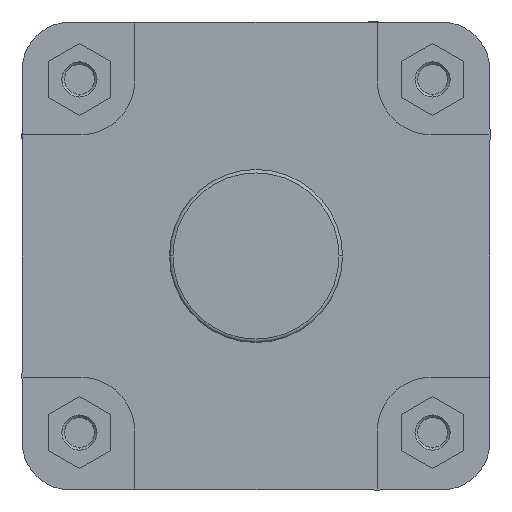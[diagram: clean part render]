
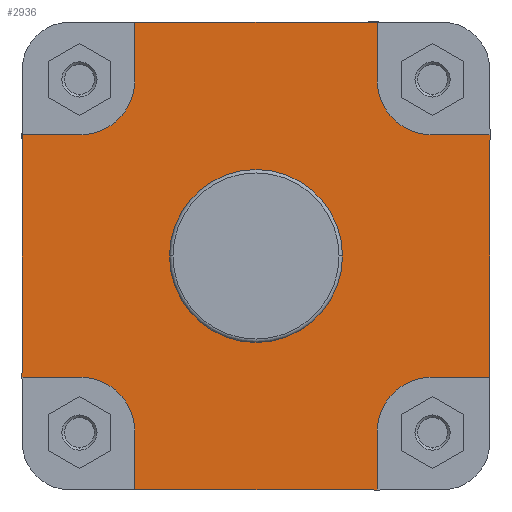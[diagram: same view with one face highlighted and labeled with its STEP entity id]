
A CAD part, left-side view. The second image highlights one B-rep face of the part: STEP entity #2936.
In plain terms, the highlighted planar face has unit normal (-1, 0, 0).
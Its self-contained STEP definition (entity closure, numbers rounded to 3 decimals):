
#159 = ORIENTED_EDGE ( 'NONE', *, *, #4177, .F. ) ;
#160 = ORIENTED_EDGE ( 'NONE', *, *, #4109, .F. ) ;
#161 = ORIENTED_EDGE ( 'NONE', *, *, #4114, .F. ) ;
#162 = ORIENTED_EDGE ( 'NONE', *, *, #4539, .F. ) ;
#163 = ORIENTED_EDGE ( 'NONE', *, *, #4117, .T. ) ;
#164 = ORIENTED_EDGE ( 'NONE', *, *, #3248, .F. ) ;
#165 = ORIENTED_EDGE ( 'NONE', *, *, #549, .F. ) ;
#166 = ORIENTED_EDGE ( 'NONE', *, *, #3905, .F. ) ;
#167 = ORIENTED_EDGE ( 'NONE', *, *, #3148, .T. ) ;
#168 = ORIENTED_EDGE ( 'NONE', *, *, #3157, .F. ) ;
#169 = ORIENTED_EDGE ( 'NONE', *, *, #3239, .F. ) ;
#170 = ORIENTED_EDGE ( 'NONE', *, *, #3972, .F. ) ;
#171 = ORIENTED_EDGE ( 'NONE', *, *, #4554, .F. ) ;
#172 = ORIENTED_EDGE ( 'NONE', *, *, #4572, .F. ) ;
#173 = ORIENTED_EDGE ( 'NONE', *, *, #3170, .F. ) ;
#174 = ORIENTED_EDGE ( 'NONE', *, *, #3982, .F. ) ;
#175 = ORIENTED_EDGE ( 'NONE', *, *, #4165, .F. ) ;
#176 = ORIENTED_EDGE ( 'NONE', *, *, #3151, .F. ) ;
#549 = EDGE_CURVE ( 'NONE', #5499, #3861, #6366, .T. ) ;
#641 = CARTESIAN_POINT ( 'NONE',  ( 14., -101., 101. ) ) ;
#648 = DIRECTION ( 'NONE',  ( -1., 0., 0. ) ) ;
#649 = DIRECTION ( 'NONE',  ( 0., -1., 0. ) ) ;
#668 = CARTESIAN_POINT ( 'NONE',  ( 14., -70., -101. ) ) ;
#669 = DIRECTION ( 'NONE',  ( 0., 0., -1. ) ) ;
#783 = CARTESIAN_POINT ( 'NONE',  ( 14., 101., -70. ) ) ;
#828 = CARTESIAN_POINT ( 'NONE',  ( 14., -49.9, 0. ) ) ;
#894 = CARTESIAN_POINT ( 'NONE',  ( 14., 49.9, 0. ) ) ;
#952 = CARTESIAN_POINT ( 'NONE',  ( 14., -70., -101. ) ) ;
#1030 = CARTESIAN_POINT ( 'NONE',  ( 14., -135., -70. ) ) ;
#1039 = DIRECTION ( 'NONE',  ( 0., 1., 0. ) ) ;
#1185 = CARTESIAN_POINT ( 'NONE',  ( 14., -70., 135. ) ) ;
#1192 = DIRECTION ( 'NONE',  ( 0., 0., -1. ) ) ;
#1214 = CARTESIAN_POINT ( 'NONE',  ( 14., 135., 70. ) ) ;
#1215 = DIRECTION ( 'NONE',  ( 0., -1., 0. ) ) ;
#1508 = CARTESIAN_POINT ( 'NONE',  ( 14., 0., 0. ) ) ;
#1515 = DIRECTION ( 'NONE',  ( -1., 0., 0. ) ) ;
#1516 = DIRECTION ( 'NONE',  ( 0., -1., 0. ) ) ;
#1521 = CARTESIAN_POINT ( 'NONE',  ( 14., 101., -101. ) ) ;
#1529 = DIRECTION ( 'NONE',  ( -1., 0., 0. ) ) ;
#1530 = DIRECTION ( 'NONE',  ( 0., 1., 0. ) ) ;
#1534 = CARTESIAN_POINT ( 'NONE',  ( 14., -297.141, -135. ) ) ;
#1535 = DIRECTION ( 'NONE',  ( 0., -1., 0. ) ) ;
#1644 = CARTESIAN_POINT ( 'NONE',  ( 14., 135., 0. ) ) ;
#1645 = DIRECTION ( 'NONE',  ( 0., 0., 1. ) ) ;
#1665 = CARTESIAN_POINT ( 'NONE',  ( 14., 0., 0. ) ) ;
#1673 = DIRECTION ( 'NONE',  ( -1., 0., 0. ) ) ;
#1674 = DIRECTION ( 'NONE',  ( 0., -1., 0. ) ) ;
#1806 = CARTESIAN_POINT ( 'NONE',  ( 14., 70., -135. ) ) ;
#1877 = LINE ( 'NONE', #1185, #1886 ) ;
#1886 = VECTOR ( 'NONE', #1192, 1000. ) ;
#1902 = LINE ( 'NONE', #1214, #1903 ) ;
#1903 = VECTOR ( 'NONE', #1215, 1000. ) ;
#2110 = CIRCLE ( 'NONE', #6037, 49.9 ) ;
#2118 = CIRCLE ( 'NONE', #6042, 31. ) ;
#2121 = LINE ( 'NONE', #1534, #2122 ) ;
#2122 = VECTOR ( 'NONE', #1535, 1000. ) ;
#2205 = LINE ( 'NONE', #1644, #2206 ) ;
#2206 = VECTOR ( 'NONE', #1645, 1000. ) ;
#2227 = CIRCLE ( 'NONE', #6058, 49.9 ) ;
#2308 = LINE ( 'NONE', #1806, #2317 ) ;
#2317 = VECTOR ( 'NONE', #2467, 1000. ) ;
#2342 = LINE ( 'NONE', #2501, #2343 ) ;
#2343 = VECTOR ( 'NONE', #2502, 1000. ) ;
#2350 = LINE ( 'NONE', #2547, #2362 ) ;
#2362 = VECTOR ( 'NONE', #2548, 1000. ) ;
#2467 = DIRECTION ( 'NONE',  ( 0., 0., 1. ) ) ;
#2501 = CARTESIAN_POINT ( 'NONE',  ( 14., -297.141, 135. ) ) ;
#2502 = DIRECTION ( 'NONE',  ( 0., -1., 0. ) ) ;
#2547 = CARTESIAN_POINT ( 'NONE',  ( 14., 70., 101. ) ) ;
#2548 = DIRECTION ( 'NONE',  ( 0., 0., 1. ) ) ;
#2559 = CARTESIAN_POINT ( 'NONE',  ( 14., 70., -135. ) ) ;
#2562 = CARTESIAN_POINT ( 'NONE',  ( 14., -101., 70. ) ) ;
#2569 = CARTESIAN_POINT ( 'NONE',  ( 14., -101., -70. ) ) ;
#2570 = CARTESIAN_POINT ( 'NONE',  ( 14., -70., 101. ) ) ;
#2572 = CARTESIAN_POINT ( 'NONE',  ( 14., -135., -70. ) ) ;
#2574 = CARTESIAN_POINT ( 'NONE',  ( 14., 135., 70. ) ) ;
#2575 = CARTESIAN_POINT ( 'NONE',  ( 14., -135., 70. ) ) ;
#2577 = CARTESIAN_POINT ( 'NONE',  ( 14., 101., 70. ) ) ;
#2578 = CARTESIAN_POINT ( 'NONE',  ( 14., -70., -135. ) ) ;
#2580 = CARTESIAN_POINT ( 'NONE',  ( 14., 70., -101. ) ) ;
#2600 = CARTESIAN_POINT ( 'NONE',  ( 14., -70., 135. ) ) ;
#2601 = CARTESIAN_POINT ( 'NONE',  ( 14., 70., 101. ) ) ;
#2602 = CARTESIAN_POINT ( 'NONE',  ( 14., 135., -70. ) ) ;
#2603 = CARTESIAN_POINT ( 'NONE',  ( 14., 70., 135. ) ) ;
#2936 = ADVANCED_FACE ( 'NONE', ( #6705, #6708 ), #5207, .F. ) ;
#3148 = EDGE_CURVE ( 'NONE', #5524, #5528, #6880, .T. ) ;
#3151 = EDGE_CURVE ( 'NONE', #3692, #5658, #6871, .T. ) ;
#3157 = EDGE_CURVE ( 'NONE', #5475, #5528, #6896, .T. ) ;
#3170 = EDGE_CURVE ( 'NONE', #5535, #5651, #6917, .T. ) ;
#3239 = EDGE_CURVE ( 'NONE', #5502, #5475, #7027, .T. ) ;
#3248 = EDGE_CURVE ( 'NONE', #3861, #5537, #7039, .T. ) ;
#3280 = AXIS2_PLACEMENT_3D ( 'NONE', #5628, #5527, #5778 ) ;
#3301 = EDGE_LOOP ( 'NONE', ( #159, #160 ) ) ;
#3392 = EDGE_LOOP ( 'NONE', ( #161, #162, #163, #164, #165, #166, #167, #168, #169, #170, #171, #172, #173, #174, #175, #176 ) ) ;
#3692 = VERTEX_POINT ( 'NONE', #783 ) ;
#3737 = VERTEX_POINT ( 'NONE', #828 ) ;
#3803 = VERTEX_POINT ( 'NONE', #894 ) ;
#3861 = VERTEX_POINT ( 'NONE', #952 ) ;
#3905 = EDGE_CURVE ( 'NONE', #5524, #5499, #7131, .T. ) ;
#3972 = EDGE_CURVE ( 'NONE', #5649, #5502, #1877, .T. ) ;
#3982 = EDGE_CURVE ( 'NONE', #5526, #5535, #1902, .T. ) ;
#4109 = EDGE_CURVE ( 'NONE', #3803, #3737, #2110, .T. ) ;
#4114 = EDGE_CURVE ( 'NONE', #5551, #3692, #2118, .T. ) ;
#4117 = EDGE_CURVE ( 'NONE', #5465, #5537, #2121, .T. ) ;
#4165 = EDGE_CURVE ( 'NONE', #5658, #5526, #2205, .T. ) ;
#4177 = EDGE_CURVE ( 'NONE', #3737, #3803, #2227, .T. ) ;
#4403 = AXIS2_PLACEMENT_3D ( 'NONE', #5211, #5181, #5177 ) ;
#4539 = EDGE_CURVE ( 'NONE', #5465, #5551, #2308, .T. ) ;
#4554 = EDGE_CURVE ( 'NONE', #5659, #5649, #2342, .T. ) ;
#4572 = EDGE_CURVE ( 'NONE', #5651, #5659, #2350, .T. ) ;
#4910 = DIRECTION ( 'NONE',  ( -1., 0., 0. ) ) ;
#5097 = CARTESIAN_POINT ( 'NONE',  ( 14., -101., 70. ) ) ;
#5112 = CARTESIAN_POINT ( 'NONE',  ( 14., -135., 0. ) ) ;
#5119 = DIRECTION ( 'NONE',  ( 0., 1., 0. ) ) ;
#5136 = CARTESIAN_POINT ( 'NONE',  ( 14., 101., -70. ) ) ;
#5137 = DIRECTION ( 'NONE',  ( 0., 0., 1. ) ) ;
#5177 = DIRECTION ( 'NONE',  ( 0., 1., 0. ) ) ;
#5181 = DIRECTION ( 'NONE',  ( 1., 0., 0. ) ) ;
#5207 = PLANE ( 'NONE',  #4403 ) ;
#5211 = CARTESIAN_POINT ( 'NONE',  ( 14., 49.9, 0. ) ) ;
#5235 = CARTESIAN_POINT ( 'NONE',  ( 14., 101., 101. ) ) ;
#5362 = DIRECTION ( 'NONE',  ( 0., -1., 0. ) ) ;
#5369 = DIRECTION ( 'NONE',  ( 0., 0., 1. ) ) ;
#5465 = VERTEX_POINT ( 'NONE', #2559 ) ;
#5475 = VERTEX_POINT ( 'NONE', #2562 ) ;
#5499 = VERTEX_POINT ( 'NONE', #2569 ) ;
#5502 = VERTEX_POINT ( 'NONE', #2570 ) ;
#5524 = VERTEX_POINT ( 'NONE', #2572 ) ;
#5526 = VERTEX_POINT ( 'NONE', #2574 ) ;
#5527 = DIRECTION ( 'NONE',  ( -1., 0., 0. ) ) ;
#5528 = VERTEX_POINT ( 'NONE', #2575 ) ;
#5535 = VERTEX_POINT ( 'NONE', #2577 ) ;
#5537 = VERTEX_POINT ( 'NONE', #2578 ) ;
#5551 = VERTEX_POINT ( 'NONE', #2580 ) ;
#5628 = CARTESIAN_POINT ( 'NONE',  ( 14., -101., -101. ) ) ;
#5649 = VERTEX_POINT ( 'NONE', #2600 ) ;
#5651 = VERTEX_POINT ( 'NONE', #2601 ) ;
#5658 = VERTEX_POINT ( 'NONE', #2602 ) ;
#5659 = VERTEX_POINT ( 'NONE', #2603 ) ;
#5778 = DIRECTION ( 'NONE',  ( 0., 0., -1. ) ) ;
#5917 = AXIS2_PLACEMENT_3D ( 'NONE', #5235, #4910, #5369 ) ;
#5945 = AXIS2_PLACEMENT_3D ( 'NONE', #641, #648, #649 ) ;
#6037 = AXIS2_PLACEMENT_3D ( 'NONE', #1508, #1515, #1516 ) ;
#6042 = AXIS2_PLACEMENT_3D ( 'NONE', #1521, #1529, #1530 ) ;
#6058 = AXIS2_PLACEMENT_3D ( 'NONE', #1665, #1673, #1674 ) ;
#6366 = CIRCLE ( 'NONE', #3280, 31. ) ;
#6705 = FACE_BOUND ( 'NONE', #3301, .T. ) ;
#6708 = FACE_OUTER_BOUND ( 'NONE', #3392, .T. ) ;
#6871 = LINE ( 'NONE', #5136, #6885 ) ;
#6877 = VECTOR ( 'NONE', #5137, 1000. ) ;
#6880 = LINE ( 'NONE', #5112, #6877 ) ;
#6885 = VECTOR ( 'NONE', #5119, 1000. ) ;
#6893 = VECTOR ( 'NONE', #5362, 1000. ) ;
#6896 = LINE ( 'NONE', #5097, #6893 ) ;
#6917 = CIRCLE ( 'NONE', #5917, 31. ) ;
#7027 = CIRCLE ( 'NONE', #5945, 31. ) ;
#7039 = LINE ( 'NONE', #668, #7040 ) ;
#7040 = VECTOR ( 'NONE', #669, 1000. ) ;
#7131 = LINE ( 'NONE', #1030, #7133 ) ;
#7133 = VECTOR ( 'NONE', #1039, 1000. ) ;
